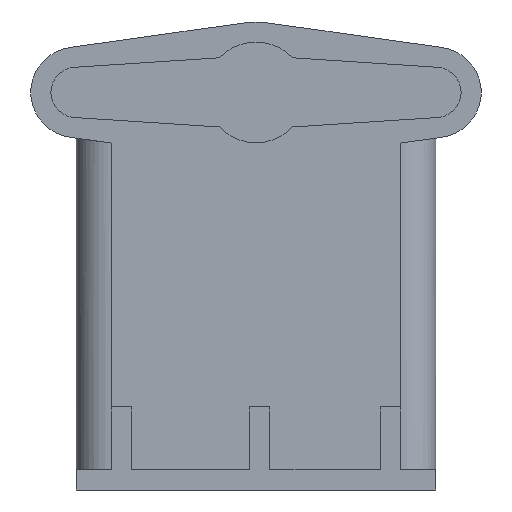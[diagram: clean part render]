
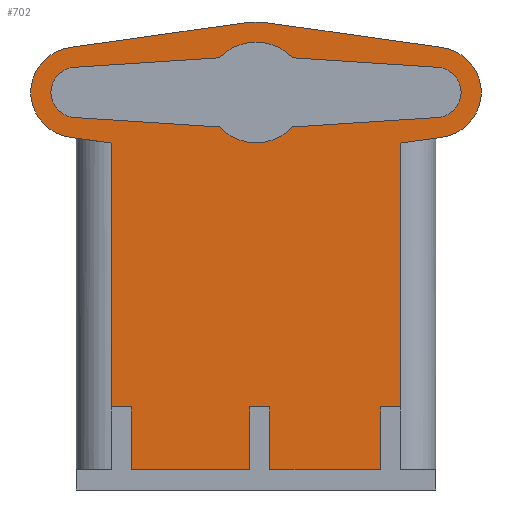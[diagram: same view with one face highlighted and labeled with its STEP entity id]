
A CAD part, front view. The second image highlights one B-rep face of the part: STEP entity #702.
In plain terms, the highlighted planar face has unit normal (0, -1, 0).
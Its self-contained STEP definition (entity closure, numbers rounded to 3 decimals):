
#15=FACE_BOUND('',#111,.T.);
#35=CIRCLE('',#757,2.);
#37=CIRCLE('',#761,4.);
#39=CIRCLE('',#765,2.);
#41=CIRCLE('',#769,4.);
#42=CIRCLE('',#771,3.6);
#43=CIRCLE('',#772,5.6);
#44=CIRCLE('',#773,3.6);
#73=FACE_OUTER_BOUND('',#110,.T.);
#110=EDGE_LOOP('',(#584,#585,#586,#587,#588,#589,#590,#591,#592,#593,#594,
#595,#596,#597,#598,#599,#600,#601));
#111=EDGE_LOOP('',(#602,#603,#604,#605,#606,#607,#608,#609));
#123=LINE('',#987,#203);
#127=LINE('',#996,#207);
#133=LINE('',#1011,#213);
#139=LINE('',#1023,#219);
#142=LINE('',#1029,#222);
#147=LINE('',#1040,#227);
#151=LINE('',#1047,#231);
#153=LINE('',#1050,#233);
#155=LINE('',#1053,#235);
#161=LINE('',#1070,#241);
#173=LINE('',#1104,#253);
#176=LINE('',#1113,#256);
#180=LINE('',#1125,#260);
#184=LINE('',#1137,#264);
#188=LINE('',#1149,#268);
#190=LINE('',#1156,#270);
#191=LINE('',#1160,#271);
#192=LINE('',#1164,#272);
#193=LINE('',#1167,#273);
#203=VECTOR('',#789,10.);
#207=VECTOR('',#797,10.);
#213=VECTOR('',#809,10.);
#219=VECTOR('',#819,10.);
#222=VECTOR('',#824,10.);
#227=VECTOR('',#831,10.);
#231=VECTOR('',#837,10.);
#233=VECTOR('',#841,10.);
#235=VECTOR('',#845,10.);
#241=VECTOR('',#861,10.);
#253=VECTOR('',#893,10.);
#256=VECTOR('',#900,10.);
#260=VECTOR('',#912,10.);
#264=VECTOR('',#924,10.);
#268=VECTOR('',#936,10.);
#270=VECTOR('',#946,10.);
#271=VECTOR('',#949,10.);
#272=VECTOR('',#952,10.);
#273=VECTOR('',#955,10.);
#281=VERTEX_POINT('',#981);
#283=VERTEX_POINT('',#985);
#286=VERTEX_POINT('',#995);
#291=VERTEX_POINT('',#1008);
#292=VERTEX_POINT('',#1010);
#296=VERTEX_POINT('',#1022);
#298=VERTEX_POINT('',#1028);
#302=VERTEX_POINT('',#1037);
#303=VERTEX_POINT('',#1039);
#305=VERTEX_POINT('',#1045);
#311=VERTEX_POINT('',#1069);
#323=VERTEX_POINT('',#1102);
#326=VERTEX_POINT('',#1110);
#327=VERTEX_POINT('',#1112);
#329=VERTEX_POINT('',#1118);
#331=VERTEX_POINT('',#1124);
#333=VERTEX_POINT('',#1130);
#335=VERTEX_POINT('',#1136);
#337=VERTEX_POINT('',#1142);
#339=VERTEX_POINT('',#1148);
#340=VERTEX_POINT('',#1155);
#341=VERTEX_POINT('',#1157);
#342=VERTEX_POINT('',#1159);
#343=VERTEX_POINT('',#1161);
#344=VERTEX_POINT('',#1163);
#345=VERTEX_POINT('',#1165);
#349=EDGE_CURVE('',#281,#283,#123,.T.);
#353=EDGE_CURVE('',#283,#286,#127,.T.);
#360=EDGE_CURVE('',#292,#291,#133,.T.);
#366=EDGE_CURVE('',#296,#292,#139,.T.);
#369=EDGE_CURVE('',#298,#296,#142,.T.);
#374=EDGE_CURVE('',#303,#302,#147,.T.);
#378=EDGE_CURVE('',#302,#305,#151,.T.);
#380=EDGE_CURVE('',#305,#298,#153,.T.);
#382=EDGE_CURVE('',#286,#303,#155,.T.);
#390=EDGE_CURVE('',#281,#311,#161,.T.);
#408=EDGE_CURVE('',#323,#291,#173,.T.);
#411=EDGE_CURVE('',#327,#326,#176,.T.);
#414=EDGE_CURVE('',#329,#327,#35,.T.);
#417=EDGE_CURVE('',#331,#329,#180,.T.);
#420=EDGE_CURVE('',#333,#331,#37,.T.);
#423=EDGE_CURVE('',#335,#333,#184,.T.);
#426=EDGE_CURVE('',#337,#335,#39,.T.);
#429=EDGE_CURVE('',#339,#337,#188,.T.);
#432=EDGE_CURVE('',#326,#339,#41,.T.);
#433=EDGE_CURVE('',#323,#340,#190,.T.);
#434=EDGE_CURVE('',#340,#341,#42,.T.);
#435=EDGE_CURVE('',#341,#342,#191,.T.);
#436=EDGE_CURVE('',#342,#343,#43,.T.);
#437=EDGE_CURVE('',#343,#344,#192,.T.);
#438=EDGE_CURVE('',#344,#345,#44,.T.);
#439=EDGE_CURVE('',#345,#311,#193,.T.);
#584=ORIENTED_EDGE('',*,*,#353,.T.);
#585=ORIENTED_EDGE('',*,*,#382,.T.);
#586=ORIENTED_EDGE('',*,*,#374,.T.);
#587=ORIENTED_EDGE('',*,*,#378,.T.);
#588=ORIENTED_EDGE('',*,*,#380,.T.);
#589=ORIENTED_EDGE('',*,*,#369,.T.);
#590=ORIENTED_EDGE('',*,*,#366,.T.);
#591=ORIENTED_EDGE('',*,*,#360,.T.);
#592=ORIENTED_EDGE('',*,*,#408,.F.);
#593=ORIENTED_EDGE('',*,*,#433,.T.);
#594=ORIENTED_EDGE('',*,*,#434,.T.);
#595=ORIENTED_EDGE('',*,*,#435,.T.);
#596=ORIENTED_EDGE('',*,*,#436,.T.);
#597=ORIENTED_EDGE('',*,*,#437,.T.);
#598=ORIENTED_EDGE('',*,*,#438,.T.);
#599=ORIENTED_EDGE('',*,*,#439,.T.);
#600=ORIENTED_EDGE('',*,*,#390,.F.);
#601=ORIENTED_EDGE('',*,*,#349,.T.);
#602=ORIENTED_EDGE('',*,*,#432,.T.);
#603=ORIENTED_EDGE('',*,*,#429,.T.);
#604=ORIENTED_EDGE('',*,*,#426,.T.);
#605=ORIENTED_EDGE('',*,*,#423,.T.);
#606=ORIENTED_EDGE('',*,*,#420,.T.);
#607=ORIENTED_EDGE('',*,*,#417,.T.);
#608=ORIENTED_EDGE('',*,*,#414,.T.);
#609=ORIENTED_EDGE('',*,*,#411,.T.);
#668=PLANE('',#770);
#702=ADVANCED_FACE('',(#73,#15),#668,.F.);
#757=AXIS2_PLACEMENT_3D('',#1119,#906,#907);
#761=AXIS2_PLACEMENT_3D('',#1131,#918,#919);
#765=AXIS2_PLACEMENT_3D('',#1143,#930,#931);
#769=AXIS2_PLACEMENT_3D('',#1153,#942,#943);
#770=AXIS2_PLACEMENT_3D('',#1154,#944,#945);
#771=AXIS2_PLACEMENT_3D('',#1158,#947,#948);
#772=AXIS2_PLACEMENT_3D('',#1162,#950,#951);
#773=AXIS2_PLACEMENT_3D('',#1166,#953,#954);
#789=DIRECTION('',(1.,0.,0.));
#797=DIRECTION('',(0.,0.,-1.));
#809=DIRECTION('',(1.,0.,0.));
#819=DIRECTION('',(0.,0.,1.));
#824=DIRECTION('',(1.,0.,0.));
#831=DIRECTION('',(0.,0.,1.));
#837=DIRECTION('',(1.,0.,0.));
#841=DIRECTION('',(0.,0.,-1.));
#845=DIRECTION('',(1.,0.,0.));
#861=DIRECTION('',(0.,0.,1.));
#893=DIRECTION('',(0.,0.,-1.));
#900=DIRECTION('',(-0.998,0.,-0.065));
#906=DIRECTION('center_axis',(0.,1.,0.));
#907=DIRECTION('ref_axis',(0.065,0.,0.998));
#912=DIRECTION('',(0.998,0.,-0.065));
#918=DIRECTION('center_axis',(0.,1.,0.));
#919=DIRECTION('ref_axis',(-0.726,0.,0.687));
#924=DIRECTION('',(0.998,0.,0.065));
#930=DIRECTION('center_axis',(0.,1.,0.));
#931=DIRECTION('ref_axis',(-0.065,0.,-0.998));
#936=DIRECTION('',(-0.998,0.,0.065));
#942=DIRECTION('center_axis',(0.,1.,0.));
#943=DIRECTION('ref_axis',(0.726,0.,-0.687));
#944=DIRECTION('center_axis',(0.,1.,0.));
#945=DIRECTION('ref_axis',(1.,0.,0.));
#946=DIRECTION('',(0.99,0.,0.14));
#947=DIRECTION('center_axis',(0.,-1.,0.));
#948=DIRECTION('ref_axis',(0.14,0.,0.99));
#949=DIRECTION('',(-0.99,0.,0.14));
#950=DIRECTION('center_axis',(0.,-1.,0.));
#951=DIRECTION('ref_axis',(-0.14,0.,0.99));
#952=DIRECTION('',(-0.99,0.,-0.14));
#953=DIRECTION('center_axis',(0.,-1.,0.));
#954=DIRECTION('ref_axis',(-0.14,0.,-0.99));
#955=DIRECTION('',(0.99,0.,-0.14));
#981=CARTESIAN_POINT('',(-11.5,-4.,-25.));
#985=CARTESIAN_POINT('',(-9.9,-4.,-25.));
#987=CARTESIAN_POINT('',(-5.75,-4.,-25.));
#995=CARTESIAN_POINT('',(-9.9,-4.,-30.));
#996=CARTESIAN_POINT('',(-9.9,-4.,-19.85));
#1008=CARTESIAN_POINT('',(11.5,-4.,-25.));
#1010=CARTESIAN_POINT('',(9.9,-4.,-25.));
#1011=CARTESIAN_POINT('',(5.75,-4.,-25.));
#1022=CARTESIAN_POINT('',(9.9,-4.,-30.));
#1023=CARTESIAN_POINT('',(9.9,-4.,-19.85));
#1028=CARTESIAN_POINT('',(1.1,-4.,-30.));
#1029=CARTESIAN_POINT('',(14.3,-4.,-30.));
#1037=CARTESIAN_POINT('',(-0.5,-4.,-25.));
#1039=CARTESIAN_POINT('',(-0.5,-4.,-30.));
#1040=CARTESIAN_POINT('',(-0.5,-4.,-19.85));
#1045=CARTESIAN_POINT('',(1.1,-4.,-25.));
#1047=CARTESIAN_POINT('',(0.15,-4.,-25.));
#1050=CARTESIAN_POINT('',(1.1,-4.,-19.85));
#1053=CARTESIAN_POINT('',(14.3,-4.,-30.));
#1069=CARTESIAN_POINT('',(-11.5,-4.,-4.031));
#1070=CARTESIAN_POINT('',(-11.5,-4.,-21.9));
#1102=CARTESIAN_POINT('',(11.5,-4.,-4.031));
#1104=CARTESIAN_POINT('',(11.5,-4.,-7.918));
#1110=CARTESIAN_POINT('',(2.905,-4.,-2.75));
#1112=CARTESIAN_POINT('',(14.431,-4.,-1.996));
#1113=CARTESIAN_POINT('',(2.905,-4.,-2.75));
#1118=CARTESIAN_POINT('',(14.431,-4.,1.996));
#1119=CARTESIAN_POINT('Origin',(14.3,-4.,0.));
#1124=CARTESIAN_POINT('',(2.905,-4.,2.75));
#1125=CARTESIAN_POINT('',(2.905,-4.,2.75));
#1130=CARTESIAN_POINT('',(-2.905,-4.,2.75));
#1131=CARTESIAN_POINT('Origin',(0.,-4.,0.));
#1136=CARTESIAN_POINT('',(-14.431,-4.,1.996));
#1137=CARTESIAN_POINT('',(-2.905,-4.,2.75));
#1142=CARTESIAN_POINT('',(-14.431,-4.,-1.996));
#1143=CARTESIAN_POINT('Origin',(-14.3,-4.,0.));
#1148=CARTESIAN_POINT('',(-2.905,-4.,-2.75));
#1149=CARTESIAN_POINT('',(-2.905,-4.,-2.75));
#1153=CARTESIAN_POINT('Origin',(0.,-4.,0.));
#1154=CARTESIAN_POINT('Origin',(0.,-4.,-12.2));
#1155=CARTESIAN_POINT('',(14.803,-4.,-3.565));
#1156=CARTESIAN_POINT('',(0.783,-4.,-5.545));
#1157=CARTESIAN_POINT('',(14.803,-4.,3.565));
#1158=CARTESIAN_POINT('Origin',(14.3,-4.,0.));
#1159=CARTESIAN_POINT('',(0.783,-4.,5.545));
#1160=CARTESIAN_POINT('',(0.783,-4.,5.545));
#1161=CARTESIAN_POINT('',(-0.783,-4.,5.545));
#1162=CARTESIAN_POINT('Origin',(0.,-4.,0.));
#1163=CARTESIAN_POINT('',(-14.803,-4.,3.565));
#1164=CARTESIAN_POINT('',(-0.783,-4.,5.545));
#1165=CARTESIAN_POINT('',(-14.803,-4.,-3.565));
#1166=CARTESIAN_POINT('Origin',(-14.3,-4.,0.));
#1167=CARTESIAN_POINT('',(-0.783,-4.,-5.545));
